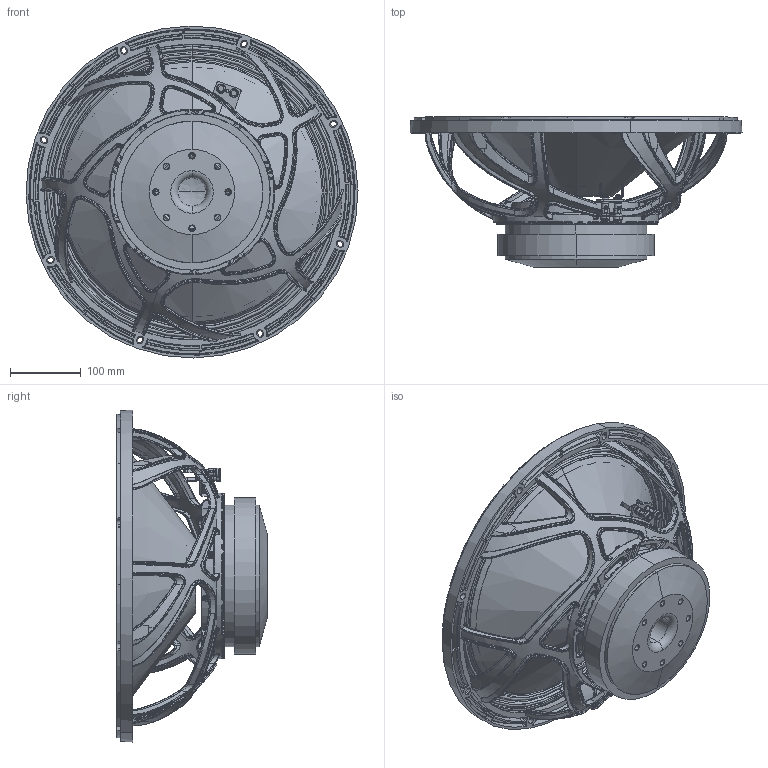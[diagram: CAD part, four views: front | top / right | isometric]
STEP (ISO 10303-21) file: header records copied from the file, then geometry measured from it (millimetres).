
FILE_DESCRIPTION (( 'STEP AP214' ), '1' );
FILE_NAME ('127 3D.STEP', '2023-04-23T03:21:58', ( '' ), ( '' ), 'SwSTEP 2.0', 'SolidWorks 2020', '' );
FILE_SCHEMA (( 'AUTOMOTIVE_DESIGN' ));
Length unit declared in the file: millimetre
Products named in the file (1): 127 3D
Bounding box: 467.85 x 211.4 x 467.85 mm (x, y, z)
Surface area: 943035.2 mm2 (no closed solid volume)
Topology: 0 solids, 41 shells, 2208 faces, 7498 edges, 5119 vertices
Faces by surface type: bspline 1154, torus 365, cone 251, plane 240, cylinder 188, sphere 10
Entity records: 191681 total; most frequent: CARTESIAN_POINT 114037, ORIENTED_EDGE 12014, DIRECTION 8350, EDGE_CURVE 7493, VERTEX_POINT 5119, B_SPLINE_CURVE_WITH_KNOTS 3808, AXIS2_PLACEMENT_3D 3679, CIRCLE 2624
